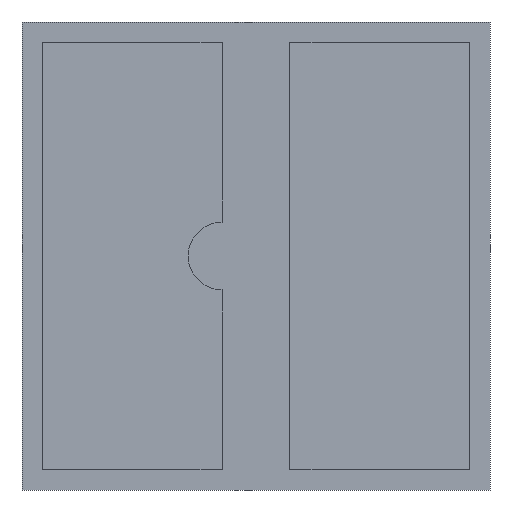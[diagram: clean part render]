
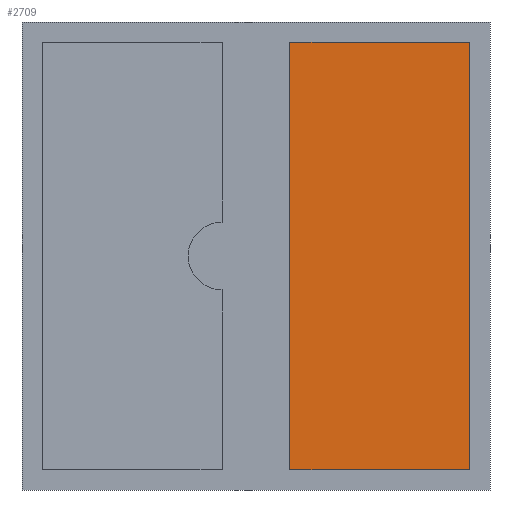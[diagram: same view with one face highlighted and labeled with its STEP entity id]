
A CAD part, front view. The second image highlights one B-rep face of the part: STEP entity #2709.
In plain terms, the highlighted planar face has unit normal (0, -1, 0).
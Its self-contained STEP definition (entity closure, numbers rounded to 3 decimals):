
#2709=ADVANCED_FACE('NONE',(#2710),#2744,.T.);
#2710=FACE_BOUND('NONE',#2711,.T.);
#2711=EDGE_LOOP('',(#2712,#2722,#2730,#2738));
#2712=ORIENTED_EDGE('',*,*,#2713,.T.);
#2713=EDGE_CURVE('NONE',#2714,#2716,#2718,.T.);
#2714=VERTEX_POINT('NONE',#2715);
#2715=CARTESIAN_POINT('',(0.25,-0.2,1.575));
#2716=VERTEX_POINT('NONE',#2717);
#2717=CARTESIAN_POINT('',(0.25,-0.2,-1.575));
#2718=LINE('',#2719,#2720);
#2719=CARTESIAN_POINT('',(0.25,-0.2,0.0));
#2720=VECTOR('',#2721,1.0);
#2721=DIRECTION('',(0.0,0.0,-1.0));
#2722=ORIENTED_EDGE('',*,*,#2723,.T.);
#2723=EDGE_CURVE('NONE',#2716,#2724,#2726,.T.);
#2724=VERTEX_POINT('NONE',#2725);
#2725=CARTESIAN_POINT('',(1.575,-0.2,-1.575));
#2726=LINE('',#2727,#2728);
#2727=CARTESIAN_POINT('',(0.0,-0.2,-1.575));
#2728=VECTOR('',#2729,1.0);
#2729=DIRECTION('',(1.0,0.0,0.0));
#2730=ORIENTED_EDGE('',*,*,#2731,.T.);
#2731=EDGE_CURVE('NONE',#2724,#2732,#2734,.T.);
#2732=VERTEX_POINT('NONE',#2733);
#2733=CARTESIAN_POINT('',(1.575,-0.2,1.575));
#2734=LINE('',#2735,#2736);
#2735=CARTESIAN_POINT('',(1.575,-0.2,0.0));
#2736=VECTOR('',#2737,1.0);
#2737=DIRECTION('',(0.0,0.0,1.0));
#2738=ORIENTED_EDGE('',*,*,#2739,.T.);
#2739=EDGE_CURVE('NONE',#2732,#2714,#2740,.T.);
#2740=LINE('',#2741,#2742);
#2741=CARTESIAN_POINT('',(0.0,-0.2,1.575));
#2742=VECTOR('',#2743,1.0);
#2743=DIRECTION('',(-1.0,0.0,0.0));
#2744=PLANE('',#2745);
#2745=AXIS2_PLACEMENT_3D('',#2746,#2747,#2748);
#2746=CARTESIAN_POINT('',(0.0,-0.2,0.0));
#2747=DIRECTION('',(0.0,-1.0,0.0));
#2748=DIRECTION('',(0.0,0.0,-1.0));
